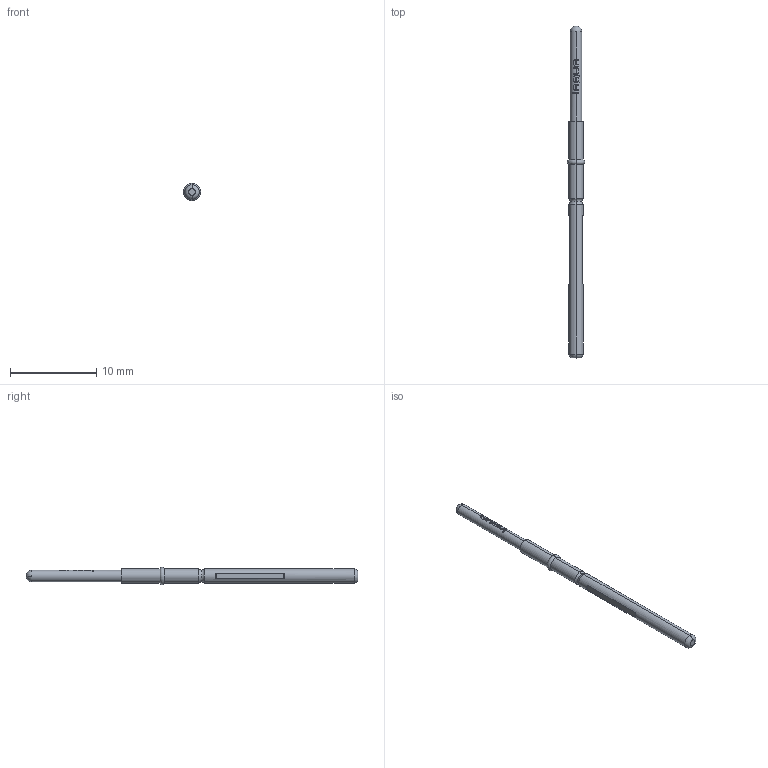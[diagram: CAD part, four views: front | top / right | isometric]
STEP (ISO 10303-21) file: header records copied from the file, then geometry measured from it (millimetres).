
FILE_DESCRIPTION (( 'STEP AP203' ), '1' );
FILE_NAME ('INGUN_HMS-422_305_130_A.STEP', '2022-02-03T08:03:12', ( 'ochi' ), ( '' ), 'SwSTEP 2.0', 'SolidWorks 2018', '' );
FILE_SCHEMA (( 'CONFIG_CONTROL_DESIGN' ));
Length unit declared in the file: millimetre
Products named in the file (1): INGUN_HMS-422_305_130_A
Bounding box: 2 x 38.4 x 2 mm (x, y, z)
Volume: 72.6 mm3; surface area: 190.6 mm2
Topology: 1 solids, 1 shells, 98 faces, 267 edges, 173 vertices
Faces by surface type: plane 44, bspline 22, cylinder 22, torus 8, sphere 2
Entity records: 3510 total; most frequent: CARTESIAN_POINT 1125, ORIENTED_EDGE 530, DIRECTION 419, EDGE_CURVE 265, VERTEX_POINT 173, AXIS2_PLACEMENT_3D 167, EDGE_LOOP 102, ADVANCED_FACE 98
